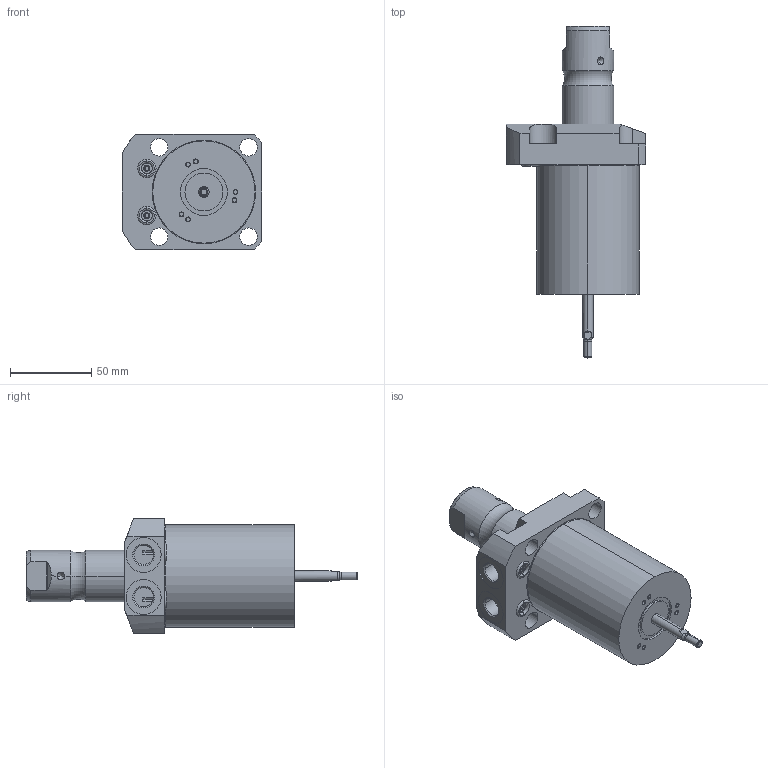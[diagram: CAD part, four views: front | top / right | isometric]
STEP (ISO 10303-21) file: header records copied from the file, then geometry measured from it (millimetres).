
FILE_DESCRIPTION((''),'2;1');
FILE_NAME('ILCM41462222PR','2017-12-11T',('gar'),(''),'PRO/ENGINEER BY PARAMETRIC TECHNOLOGY CORPORATION, 2013320','PRO/ENGINEER BY PARAMETRIC TECHNOLOGY CORPORATION, 2013320','');
FILE_SCHEMA(('AUTOMOTIVE_DESIGN { 1 0 10303 214 1 1 1 1 }'));
Length unit declared in the file: millimetre
Products named in the file (1): ILCM41462222PR
Bounding box: 85.5 x 203.84 x 70.87 mm (x, y, z)
Volume: 411065.5 mm3; surface area: 46900.3 mm2
Topology: 3 solids, 11 shells, 178 faces, 444 edges, 288 vertices
Faces by surface type: cylinder 82, plane 60, cone 22, torus 14
Entity records: 5584 total; most frequent: CARTESIAN_POINT 1131, DIRECTION 962, ORIENTED_EDGE 838, EDGE_CURVE 436, AXIS2_PLACEMENT_3D 391, VERTEX_POINT 288, EDGE_LOOP 218, CIRCLE 212
